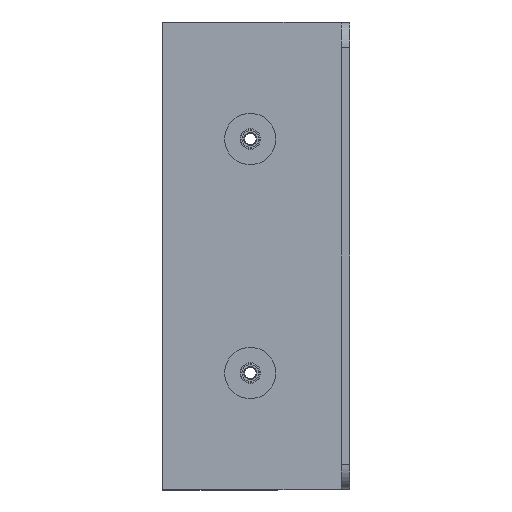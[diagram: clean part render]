
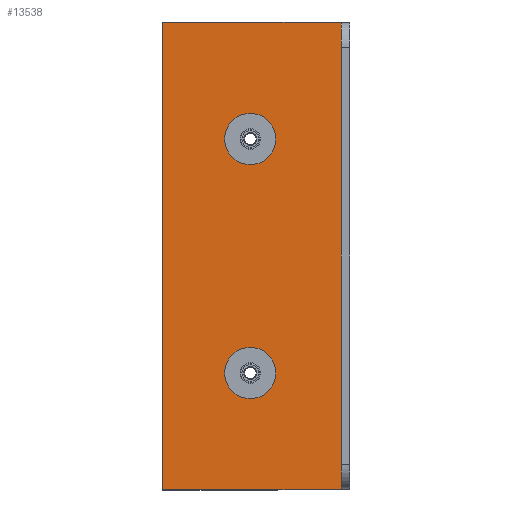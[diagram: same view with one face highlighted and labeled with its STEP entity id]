
A CAD part, left-side view. The second image highlights one B-rep face of the part: STEP entity #13538.
In plain terms, the highlighted planar face has unit normal (-1, 0, 0).
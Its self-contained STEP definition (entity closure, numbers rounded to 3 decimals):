
#89 = FACE_BOUND ( 'NONE', #7675, .T. ) ;
#217 = EDGE_CURVE ( 'NONE', #1104, #19387, #9424, .T. ) ;
#244 = EDGE_LOOP ( 'NONE', ( #2587, #18855, #2707, #13369 ) ) ;
#396 = CARTESIAN_POINT ( 'NONE',  ( -95.645, 15.5, -14.25 ) ) ;
#605 = VECTOR ( 'NONE', #7510, 1000. ) ;
#649 = CARTESIAN_POINT ( 'NONE',  ( -95.645, 15.5, -18.25 ) ) ;
#684 = VERTEX_POINT ( 'NONE', #396 ) ;
#913 = EDGE_CURVE ( 'NONE', #6079, #684, #16981, .T. ) ;
#1104 = VERTEX_POINT ( 'NONE', #10766 ) ;
#1222 = DIRECTION ( 'NONE',  ( 1., 0., 0. ) ) ;
#1235 = EDGE_CURVE ( 'NONE', #1104, #3069, #19504, .T. ) ;
#1353 = PLANE ( 'NONE',  #11597 ) ;
#1912 = CARTESIAN_POINT ( 'NONE',  ( -95.645, 15.5, 18.25 ) ) ;
#2587 = ORIENTED_EDGE ( 'NONE', *, *, #1235, .T. ) ;
#2702 = CARTESIAN_POINT ( 'NONE',  ( -95.645, 1.3, 36.5 ) ) ;
#2707 = ORIENTED_EDGE ( 'NONE', *, *, #4137, .F. ) ;
#2852 = DIRECTION ( 'NONE',  ( 0., 0., -1. ) ) ;
#3018 = CARTESIAN_POINT ( 'NONE',  ( -95.645, 29.21, -36.5 ) ) ;
#3069 = VERTEX_POINT ( 'NONE', #20777 ) ;
#3656 = DIRECTION ( 'NONE',  ( 0., 0., -1. ) ) ;
#3770 = CARTESIAN_POINT ( 'NONE',  ( -95.645, 15.5, -18.25 ) ) ;
#3977 = ORIENTED_EDGE ( 'NONE', *, *, #11421, .T. ) ;
#4137 = EDGE_CURVE ( 'NONE', #19387, #4514, #16613, .T. ) ;
#4141 = FACE_OUTER_BOUND ( 'NONE', #244, .T. ) ;
#4514 = VERTEX_POINT ( 'NONE', #2702 ) ;
#4809 = CARTESIAN_POINT ( 'NONE',  ( -95.645, 15.5, 14.25 ) ) ;
#4902 = ORIENTED_EDGE ( 'NONE', *, *, #913, .T. ) ;
#5080 = ORIENTED_EDGE ( 'NONE', *, *, #9243, .T. ) ;
#6030 = CARTESIAN_POINT ( 'NONE',  ( -95.645, 15.5, 18.25 ) ) ;
#6079 = VERTEX_POINT ( 'NONE', #13387 ) ;
#6142 = DIRECTION ( 'NONE',  ( 0., -1., 0. ) ) ;
#6598 = LINE ( 'NONE', #12317, #20274 ) ;
#7306 = ORIENTED_EDGE ( 'NONE', *, *, #15937, .T. ) ;
#7510 = DIRECTION ( 'NONE',  ( 0., 0., 1. ) ) ;
#7538 = CARTESIAN_POINT ( 'NONE',  ( -95.645, 29.21, 0. ) ) ;
#7675 = EDGE_LOOP ( 'NONE', ( #3977, #5080 ) ) ;
#8426 = FACE_BOUND ( 'NONE', #20494, .T. ) ;
#8438 = EDGE_CURVE ( 'NONE', #3069, #4514, #6598, .T. ) ;
#8441 = DIRECTION ( 'NONE',  ( 0., -1., 0. ) ) ;
#9240 = DIRECTION ( 'NONE',  ( 0., 0., 1. ) ) ;
#9243 = EDGE_CURVE ( 'NONE', #13163, #18425, #10593, .T. ) ;
#9424 = LINE ( 'NONE', #12018, #605 ) ;
#10561 = CIRCLE ( 'NONE', #16095, 4. ) ;
#10593 = CIRCLE ( 'NONE', #20935, 4. ) ;
#10766 = CARTESIAN_POINT ( 'NONE',  ( -95.645, 29.21, -36.5 ) ) ;
#11421 = EDGE_CURVE ( 'NONE', #18425, #13163, #14300, .T. ) ;
#11597 = AXIS2_PLACEMENT_3D ( 'NONE', #7538, #1222, #14156 ) ;
#11683 = CARTESIAN_POINT ( 'NONE',  ( -95.645, 15.5, 22.25 ) ) ;
#12018 = CARTESIAN_POINT ( 'NONE',  ( -95.645, 29.21, 0. ) ) ;
#12076 = DIRECTION ( 'NONE',  ( 0., 0., -1. ) ) ;
#12297 = VECTOR ( 'NONE', #8441, 1000. ) ;
#12317 = CARTESIAN_POINT ( 'NONE',  ( -95.645, 1.3, 0. ) ) ;
#13153 = VECTOR ( 'NONE', #6142, 1000. ) ;
#13163 = VERTEX_POINT ( 'NONE', #4809 ) ;
#13369 = ORIENTED_EDGE ( 'NONE', *, *, #217, .F. ) ;
#13387 = CARTESIAN_POINT ( 'NONE',  ( -95.645, 15.5, -22.25 ) ) ;
#13538 = ADVANCED_FACE ( 'NONE', ( #89, #8426, #4141 ), #1353, .F. ) ;
#14156 = DIRECTION ( 'NONE',  ( 0., 0., -1. ) ) ;
#14300 = CIRCLE ( 'NONE', #17835, 4. ) ;
#15179 = DIRECTION ( 'NONE',  ( 1., 0., 0. ) ) ;
#15215 = DIRECTION ( 'NONE',  ( 0., 0., -1. ) ) ;
#15455 = CARTESIAN_POINT ( 'NONE',  ( -95.645, 29.21, 36.5 ) ) ;
#15937 = EDGE_CURVE ( 'NONE', #684, #6079, #10561, .T. ) ;
#16095 = AXIS2_PLACEMENT_3D ( 'NONE', #3770, #15179, #12076 ) ;
#16432 = DIRECTION ( 'NONE',  ( 1., 0., 0. ) ) ;
#16613 = LINE ( 'NONE', #18119, #12297 ) ;
#16981 = CIRCLE ( 'NONE', #17074, 4. ) ;
#17074 = AXIS2_PLACEMENT_3D ( 'NONE', #649, #18496, #15215 ) ;
#17180 = DIRECTION ( 'NONE',  ( 1., 0., 0. ) ) ;
#17835 = AXIS2_PLACEMENT_3D ( 'NONE', #1912, #16432, #3656 ) ;
#18119 = CARTESIAN_POINT ( 'NONE',  ( -95.645, 29.21, 36.5 ) ) ;
#18425 = VERTEX_POINT ( 'NONE', #11683 ) ;
#18496 = DIRECTION ( 'NONE',  ( 1., 0., 0. ) ) ;
#18855 = ORIENTED_EDGE ( 'NONE', *, *, #8438, .T. ) ;
#19387 = VERTEX_POINT ( 'NONE', #15455 ) ;
#19504 = LINE ( 'NONE', #3018, #13153 ) ;
#20274 = VECTOR ( 'NONE', #9240, 1000. ) ;
#20494 = EDGE_LOOP ( 'NONE', ( #7306, #4902 ) ) ;
#20777 = CARTESIAN_POINT ( 'NONE',  ( -95.645, 1.3, -36.5 ) ) ;
#20935 = AXIS2_PLACEMENT_3D ( 'NONE', #6030, #17180, #2852 ) ;
